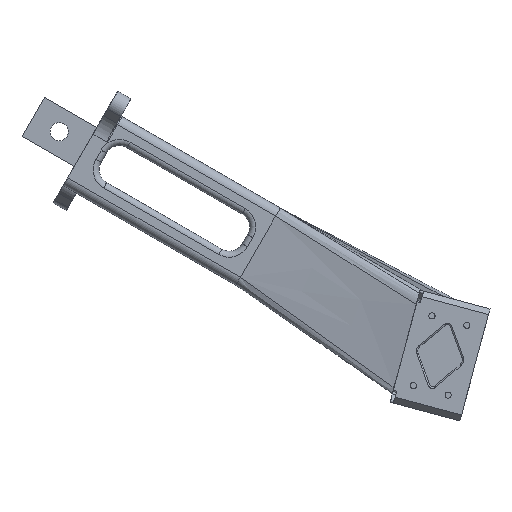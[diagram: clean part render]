
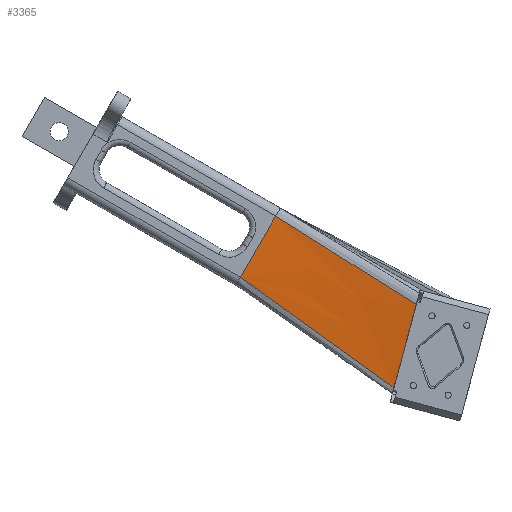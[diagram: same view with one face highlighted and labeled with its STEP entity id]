
A CAD part, front view. The second image highlights one B-rep face of the part: STEP entity #3365.
In plain terms, the highlighted free-form (B-spline) face has degree [3, 3] with [4, 4] control points.
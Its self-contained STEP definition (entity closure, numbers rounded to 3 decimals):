
#341=LINE('',#5384,#651);
#342=LINE('',#5390,#652);
#343=LINE('',#5391,#653);
#651=VECTOR('',#3954,65.305);
#652=VECTOR('',#3955,57.999);
#653=VECTOR('',#3956,10.);
#1030=FACE_OUTER_BOUND('',#1221,.T.);
#1221=EDGE_LOOP('',(#2371,#2372,#2373,#2374));
#1455=B_SPLINE_CURVE_WITH_KNOTS('',3,(#5385,#5386,#5387,#5388),
 .UNSPECIFIED.,.F.,.F.,(4,4),(0.544,0.783),
 .UNSPECIFIED.);
#1477=VERTEX_POINT('',#5245);
#1481=VERTEX_POINT('',#5256);
#1509=VERTEX_POINT('',#5383);
#1510=VERTEX_POINT('',#5389);
#1844=EDGE_CURVE('',#1509,#1477,#341,.T.);
#1845=EDGE_CURVE('',#1481,#1477,#1455,.T.);
#1846=EDGE_CURVE('',#1510,#1481,#342,.T.);
#1847=EDGE_CURVE('',#1510,#1509,#343,.T.);
#2371=ORIENTED_EDGE('',*,*,#1844,.T.);
#2372=ORIENTED_EDGE('',*,*,#1845,.F.);
#2373=ORIENTED_EDGE('',*,*,#1846,.F.);
#2374=ORIENTED_EDGE('',*,*,#1847,.T.);
#3341=B_SPLINE_SURFACE_WITH_KNOTS('',3,3,((#5367,#5368,#5369,#5370),(#5371,
#5372,#5373,#5374),(#5375,#5376,#5377,#5378),(#5379,#5380,#5381,#5382)),
 .UNSPECIFIED.,.F.,.F.,.F.,(4,4),(4,4),(0.544,0.783),
(0.,1.),.UNSPECIFIED.);
#3365=ADVANCED_FACE('',(#1030),#3341,.F.);
#3954=DIRECTION('',(0.781,-0.276,-0.56));
#3955=DIRECTION('',(0.804,-0.31,-0.507));
#3956=DIRECTION('',(-0.5,0.,-0.866));
#5245=CARTESIAN_POINT('',(-127.929,541.685,-21.062));
#5256=CARTESIAN_POINT('',(-120.553,541.685,6.467));
#5367=CARTESIAN_POINT('Ctrl Pts',(-120.553,541.685,6.467));
#5368=CARTESIAN_POINT('Ctrl Pts',(-136.097,547.685,16.274));
#5369=CARTESIAN_POINT('Ctrl Pts',(-151.64,553.685,26.081));
#5370=CARTESIAN_POINT('Ctrl Pts',(-167.183,559.685,35.887));
#5371=CARTESIAN_POINT('Ctrl Pts',(-122.789,541.685,-1.878));
#5372=CARTESIAN_POINT('Ctrl Pts',(-138.893,547.685,8.449));
#5373=CARTESIAN_POINT('Ctrl Pts',(-154.996,553.685,18.776));
#5374=CARTESIAN_POINT('Ctrl Pts',(-171.1,559.685,29.104));
#5375=CARTESIAN_POINT('Ctrl Pts',(-125.693,541.685,-12.717));
#5376=CARTESIAN_POINT('Ctrl Pts',(-142.134,547.685,-1.038));
#5377=CARTESIAN_POINT('Ctrl Pts',(-158.575,553.685,10.641));
#5378=CARTESIAN_POINT('Ctrl Pts',(-175.017,559.685,22.32));
#5379=CARTESIAN_POINT('Ctrl Pts',(-127.929,541.685,-21.062));
#5380=CARTESIAN_POINT('Ctrl Pts',(-144.931,547.685,-8.863));
#5381=CARTESIAN_POINT('Ctrl Pts',(-161.932,553.685,3.337));
#5382=CARTESIAN_POINT('Ctrl Pts',(-178.933,559.685,15.536));
#5383=CARTESIAN_POINT('',(-178.933,559.685,15.536));
#5384=CARTESIAN_POINT('',(-127.929,541.685,-21.062));
#5385=CARTESIAN_POINT('Ctrl Pts',(-120.553,541.685,6.467));
#5386=CARTESIAN_POINT('Ctrl Pts',(-122.789,541.685,-1.878));
#5387=CARTESIAN_POINT('Ctrl Pts',(-125.693,541.685,-12.717));
#5388=CARTESIAN_POINT('Ctrl Pts',(-127.929,541.685,-21.062));
#5389=CARTESIAN_POINT('',(-167.183,559.685,35.887));
#5390=CARTESIAN_POINT('',(-120.553,541.685,6.467));
#5391=CARTESIAN_POINT('',(-176.746,559.685,19.325));
